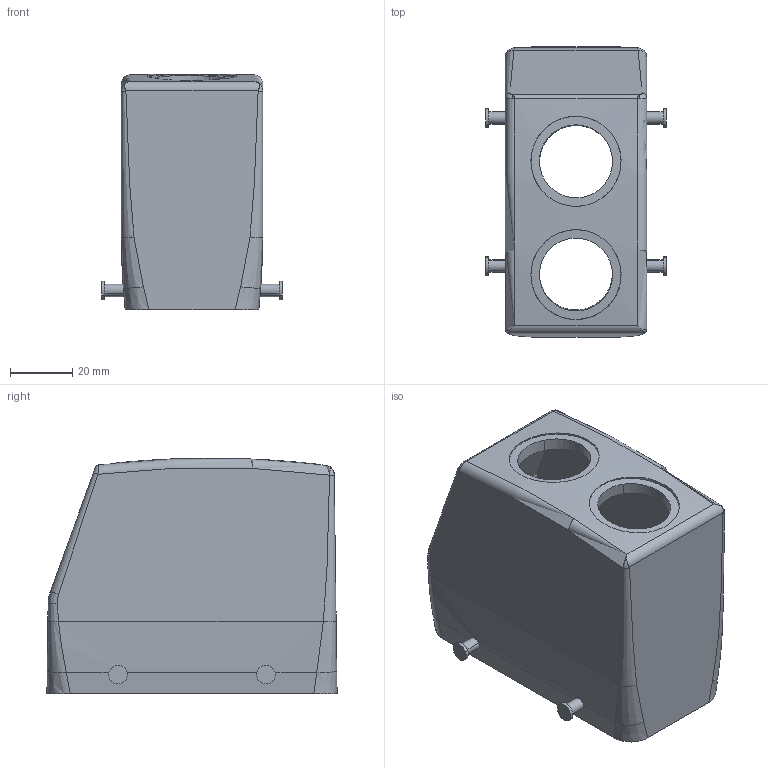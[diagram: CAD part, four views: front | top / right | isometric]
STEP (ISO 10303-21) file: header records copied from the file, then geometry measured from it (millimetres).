
FILE_DESCRIPTION(('CATIA V5 STEP','CAx-IF Rec.Pracs.--- Model Styling and Organization---1.2---2011-12-15'),'2;1');
FILE_NAME ('13378040_2', '2018-07-31T06:13:53+00:00', ('none'), ('Weidmueller'), 'CATIA Version 5-6 Release 2014 SP4 HF52', 'CATIA V5 STEP AP214', 'none');
FILE_SCHEMA(('AUTOMOTIVE_DESIGN { 1 0 10303 214 1 1 1 1 }'));
Length unit declared in the file: millimetre
Products named in the file (1): 1208380000
Bounding box: 58 x 93.3 x 75.8 mm (x, y, z)
Volume: 95948.1 mm3; surface area: 42393.7 mm2
Topology: 1 solids, 1 shells, 110 faces, 273 edges, 174 vertices
Faces by surface type: cylinder 47, plane 39, bspline 22, torus 2
Entity records: 5725 total; most frequent: CARTESIAN_POINT 3494, ORIENTED_EDGE 542, DIRECTION 281, EDGE_CURVE 271, VERTEX_POINT 174, EDGE_LOOP 125, AXIS2_PLACEMENT_3D 123, ADVANCED_FACE 110
